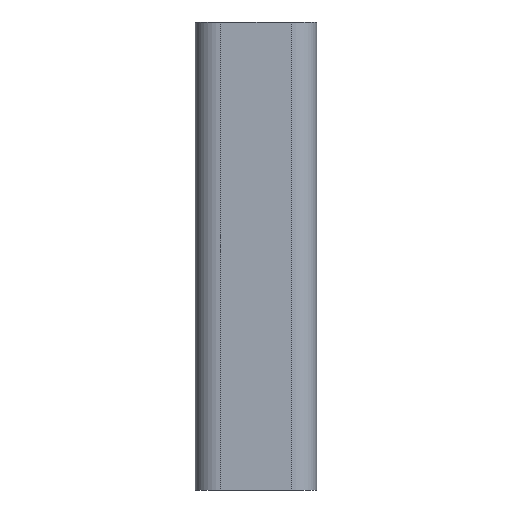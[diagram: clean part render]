
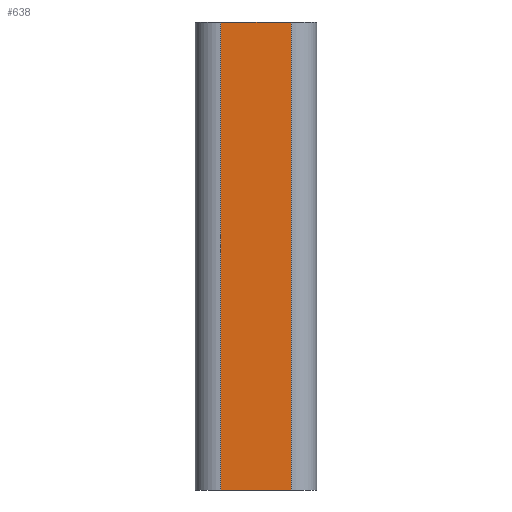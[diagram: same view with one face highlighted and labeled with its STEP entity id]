
A CAD part, front view. The second image highlights one B-rep face of the part: STEP entity #638.
In plain terms, the highlighted planar face has unit normal (0, -1, 0).
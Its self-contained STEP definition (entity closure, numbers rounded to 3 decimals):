
#2 = EDGE_CURVE ( 'NONE', #980, #81, #389, .T. ) ;
#48 = LINE ( 'NONE', #589, #930 ) ;
#81 = VERTEX_POINT ( 'NONE', #265 ) ;
#92 = PLANE ( 'NONE',  #945 ) ;
#130 = LINE ( 'NONE', #210, #440 ) ;
#170 = CARTESIAN_POINT ( 'NONE',  ( 3.75, -15., 25. ) ) ;
#205 = DIRECTION ( 'NONE',  ( 1., 0., 0. ) ) ;
#210 = CARTESIAN_POINT ( 'NONE',  ( -3.75, -15., 25. ) ) ;
#237 = CARTESIAN_POINT ( 'NONE',  ( -3.75, -15., -25. ) ) ;
#265 = CARTESIAN_POINT ( 'NONE',  ( 3.75, -15., -25. ) ) ;
#270 = EDGE_CURVE ( 'NONE', #343, #81, #313, .T. ) ;
#291 = CARTESIAN_POINT ( 'NONE',  ( -3.75, -15., -25. ) ) ;
#313 = LINE ( 'NONE', #874, #955 ) ;
#343 = VERTEX_POINT ( 'NONE', #170 ) ;
#381 = DIRECTION ( 'NONE',  ( 0., 0., -1. ) ) ;
#383 = DIRECTION ( 'NONE',  ( 1., 0., 0. ) ) ;
#389 = LINE ( 'NONE', #237, #701 ) ;
#394 = DIRECTION ( 'NONE',  ( 0., 1., 0. ) ) ;
#402 = CARTESIAN_POINT ( 'NONE',  ( -3.75, -15., 25. ) ) ;
#425 = ORIENTED_EDGE ( 'NONE', *, *, #965, .F. ) ;
#440 = VECTOR ( 'NONE', #205, 1000. ) ;
#556 = DIRECTION ( 'NONE',  ( -1., 0., 0. ) ) ;
#566 = ORIENTED_EDGE ( 'NONE', *, *, #984, .T. ) ;
#589 = CARTESIAN_POINT ( 'NONE',  ( -3.75, -15., 25. ) ) ;
#638 = ADVANCED_FACE ( 'NONE', ( #640 ), #92, .F. ) ;
#640 = FACE_OUTER_BOUND ( 'NONE', #964, .T. ) ;
#665 = ORIENTED_EDGE ( 'NONE', *, *, #270, .F. ) ;
#701 = VECTOR ( 'NONE', #383, 1000. ) ;
#874 = CARTESIAN_POINT ( 'NONE',  ( 3.75, -15., 25. ) ) ;
#880 = VERTEX_POINT ( 'NONE', #402 ) ;
#930 = VECTOR ( 'NONE', #1021, 1000. ) ;
#932 = ORIENTED_EDGE ( 'NONE', *, *, #2, .T. ) ;
#945 = AXIS2_PLACEMENT_3D ( 'NONE', #973, #394, #556 ) ;
#955 = VECTOR ( 'NONE', #381, 1000. ) ;
#964 = EDGE_LOOP ( 'NONE', ( #932, #665, #425, #566 ) ) ;
#965 = EDGE_CURVE ( 'NONE', #880, #343, #130, .T. ) ;
#973 = CARTESIAN_POINT ( 'NONE',  ( -3.75, -15., 25. ) ) ;
#980 = VERTEX_POINT ( 'NONE', #291 ) ;
#984 = EDGE_CURVE ( 'NONE', #880, #980, #48, .T. ) ;
#1021 = DIRECTION ( 'NONE',  ( 0., 0., -1. ) ) ;
